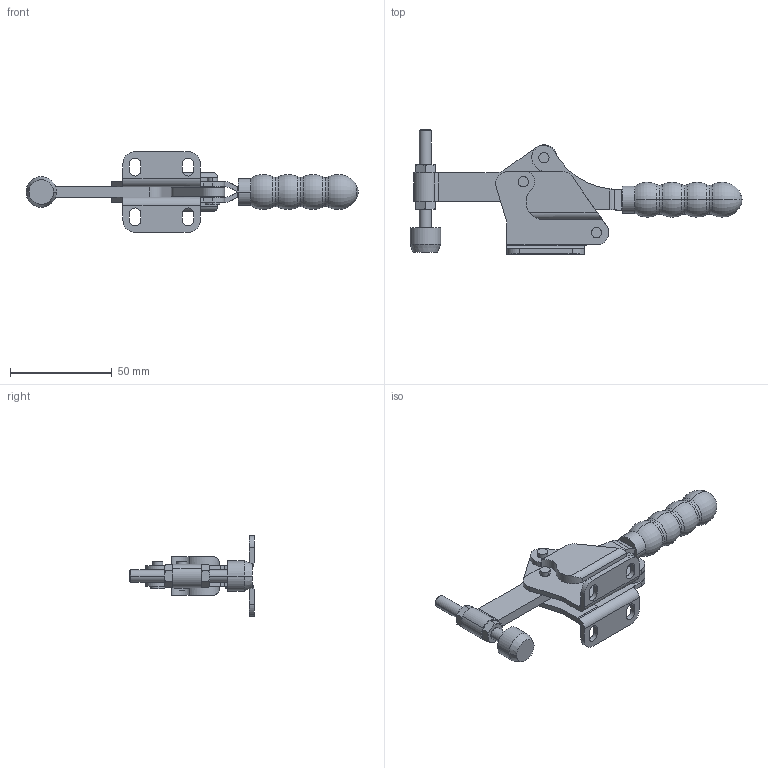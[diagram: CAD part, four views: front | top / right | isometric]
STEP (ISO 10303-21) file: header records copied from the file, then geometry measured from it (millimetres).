
FILE_DESCRIPTION( ( '' ), '1' );
FILE_NAME( 'h150_2c_2_03.stp', '2006-11-29T10:29:41', ( '' ), ( '' ), ' ', ' ', ' ' );
FILE_SCHEMA( ( 'CONFIG_CONTROL_DESIGN' ) );
Length unit declared in the file: millimetre
Products named in the file (6): 1; 2; 3; 4; 5; 6
Bounding box: 163.07 x 61 x 39.7 mm (x, y, z)
Volume: 37655.8 mm3; surface area: 24577.3 mm2
Topology: 6 solids, 6 shells, 269 faces, 693 edges, 448 vertices
Faces by surface type: cylinder 108, plane 103, cone 36, torus 20, sphere 2
Entity records: 8610 total; most frequent: CARTESIAN_POINT 1598, DIRECTION 1506, ORIENTED_EDGE 1386, EDGE_CURVE 693, AXIS2_PLACEMENT_3D 596, VERTEX_POINT 448, LINE 314, VECTOR 314
